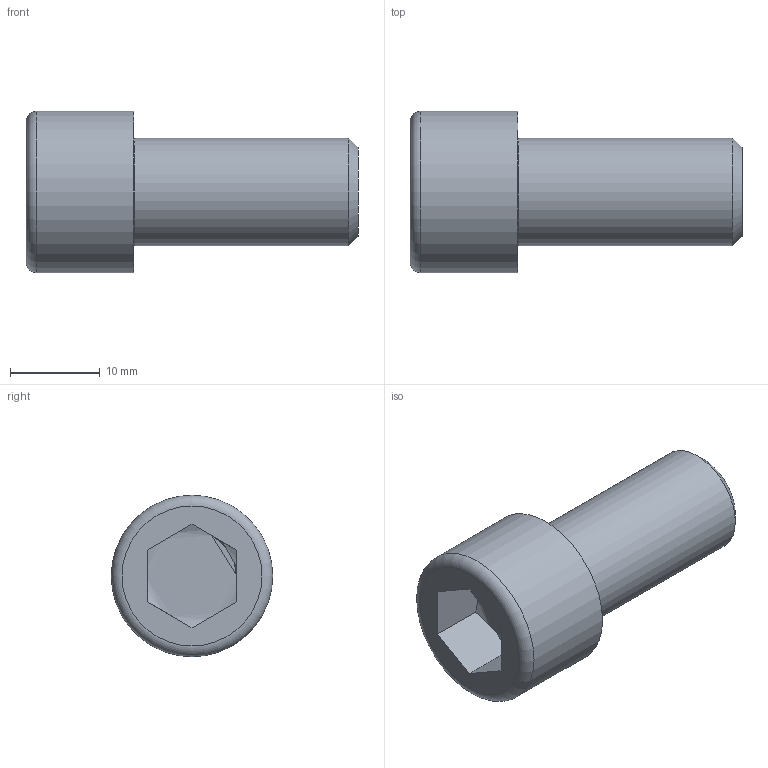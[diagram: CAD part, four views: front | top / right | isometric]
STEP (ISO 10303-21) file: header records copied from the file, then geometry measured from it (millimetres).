
FILE_DESCRIPTION(/* description */ ('Винт с шестигранным углублением'),/* implementation_level */ '2;1');
FILE_NAME(/* name */ 'ISO 4762 - M12 x 25ISO.stp',/* time_stamp */ '2020-09-04T00:05:51+05:00',/* author */ ('Дом'),/* organization */ (''),/* preprocessor_version */ 'ST-DEVELOPER v18.1',/* originating_system */ 'Autodesk Inventor 2021',/* authorisation */ '');
FILE_SCHEMA (('AUTOMOTIVE_DESIGN { 1 0 10303 214 3 1 1 }'));
Length unit declared in the file: millimetre
Products named in the file (1): ISO 4762 - M12 x 25
Bounding box: 37 x 18 x 18 mm (x, y, z)
Volume: 5211 mm3; surface area: 2304.8 mm2
Topology: 1 solids, 1 shells, 15 faces, 36 edges, 24 vertices
Faces by surface type: plane 9, torus 2, cylinder 2, cone 2
Full cylindrical faces by diameter (mm): 12 x1, 18 x1
Entity records: 471 total; most frequent: CARTESIAN_POINT 89, DIRECTION 72, ORIENTED_EDGE 70, EDGE_CURVE 35, AXIS2_PLACEMENT_3D 28, VERTEX_POINT 24, EDGE_LOOP 17, LINE 16
